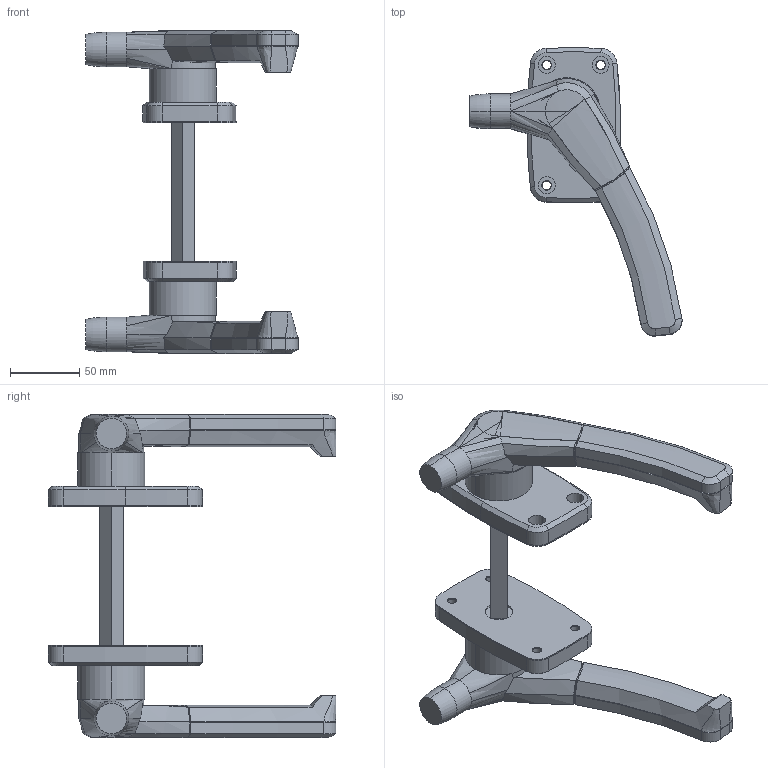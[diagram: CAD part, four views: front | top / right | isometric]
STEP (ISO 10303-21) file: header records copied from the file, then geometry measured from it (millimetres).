
FILE_DESCRIPTION (( 'STEP AP203' ), '1' );
FILE_NAME ('FA-841-W.STEP', '2011-03-07T02:36:43', ( ' ' ), ( ' ' ), 'SwSTEP 2.0', 'SolidWorks 2007', '' );
FILE_SCHEMA (( 'CONFIG_CONTROL_DESIGN' ));
Length unit declared in the file: millimetre
Products named in the file (9): FA-841-R.SLDPRT_公開用; FA-841僷僢僉儞_棉太倌; FA-841-W; FA-841W妏朹_棉太倌; FA-841僴儞僪儖L_岞奐梡; FA-841台座R_公開用; FA-841僴儞僪儖R_岞奐梡; FA-841-L.SLDPRT_公開用; FA-841台座L_公開用
Assembly tree (9 placements, depth 3):
  FA-841-W
    FA-841-R.SLDPRT_公開用
      FA-841台座R_公開用
      FA-841僷僢僉儞_棉太倌
      FA-841僴儞僪儖R_岞奐梡
    FA-841-L.SLDPRT_公開用
      FA-841僴儞僪儖L_岞奐梡
      FA-841僷僢僉儞_棉太倌
      FA-841台座L_公開用
    FA-841W妏朹_棉太倌
Bounding box: 153.33 x 208.2 x 234 mm (x, y, z)
Volume: 452008.8 mm3; surface area: 156550.4 mm2
Topology: 6 solids, 8 shells, 380 faces, 971 edges, 628 vertices
Faces by surface type: cylinder 179, plane 98, bspline 49, cone 38, torus 12, sphere 4
Entity records: 22807 total; most frequent: CARTESIAN_POINT 13343, ORIENTED_EDGE 1820, DIRECTION 1704, EDGE_CURVE 912, AXIS2_PLACEMENT_3D 686, VERTEX_POINT 590, EDGE_LOOP 413, CIRCLE 361
